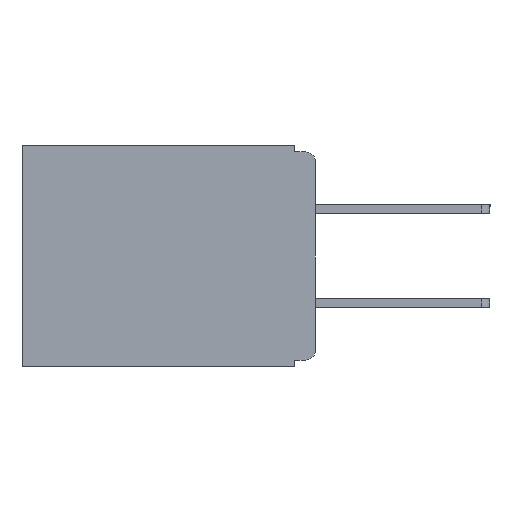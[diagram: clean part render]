
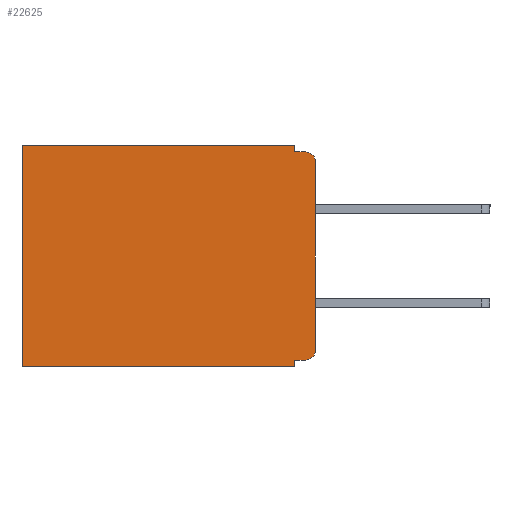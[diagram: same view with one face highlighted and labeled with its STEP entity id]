
A CAD part, left-side view. The second image highlights one B-rep face of the part: STEP entity #22625.
In plain terms, the highlighted planar face has unit normal (-1, 0, 0).
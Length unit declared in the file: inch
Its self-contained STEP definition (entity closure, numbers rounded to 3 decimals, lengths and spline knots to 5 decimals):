
#126 = AXIS2_PLACEMENT_3D ( 'NONE', #6523, #6552, #5340 ) ;
#213 = CARTESIAN_POINT ( 'NONE',  ( 0.3, 0.437, -0.33 ) ) ;
#251 = VECTOR ( 'NONE', #12481, 39.37008 ) ;
#974 = CARTESIAN_POINT ( 'NONE',  ( 0.3, 0.015, -0.01 ) ) ;
#1344 = EDGE_CURVE ( 'NONE', #7920, #15420, #25949, .T. ) ;
#1492 = CARTESIAN_POINT ( 'NONE',  ( 0.3, 0.031, -0.32 ) ) ;
#1892 = EDGE_CURVE ( 'NONE', #16569, #15420, #12526, .T. ) ;
#2367 = EDGE_CURVE ( 'NONE', #4886, #8485, #17546, .T. ) ;
#3033 = CARTESIAN_POINT ( 'NONE',  ( 0.3, 0., -0.33 ) ) ;
#3083 = DIRECTION ( 'NONE',  ( 0., 1., 0. ) ) ;
#3186 = VERTEX_POINT ( 'NONE', #27362 ) ;
#3221 = VERTEX_POINT ( 'NONE', #16054 ) ;
#3281 = DIRECTION ( 'NONE',  ( 0., 1., 0. ) ) ;
#3842 = VERTEX_POINT ( 'NONE', #974 ) ;
#4249 = DIRECTION ( 'NONE',  ( 0., 0., -1. ) ) ;
#4392 = VERTEX_POINT ( 'NONE', #23118 ) ;
#4424 = LINE ( 'NONE', #15448, #20310 ) ;
#4486 = DIRECTION ( 'NONE',  ( -1., 0., 0. ) ) ;
#4575 = CARTESIAN_POINT ( 'NONE',  ( 0.3, 0.015, -0.305 ) ) ;
#4635 = AXIS2_PLACEMENT_3D ( 'NONE', #12855, #17183, #4249 ) ;
#4786 = EDGE_CURVE ( 'NONE', #7920, #3842, #12515, .T. ) ;
#4886 = VERTEX_POINT ( 'NONE', #1492 ) ;
#5005 = DIRECTION ( 'NONE',  ( 0., 0., -1. ) ) ;
#5247 = CARTESIAN_POINT ( 'NONE',  ( 0.3, 0.031, 0. ) ) ;
#5335 = CARTESIAN_POINT ( 'NONE',  ( 0.3, 0., 0. ) ) ;
#5340 = DIRECTION ( 'NONE',  ( 0., 0., -1. ) ) ;
#5993 = ORIENTED_EDGE ( 'NONE', *, *, #1892, .T. ) ;
#6269 = ORIENTED_EDGE ( 'NONE', *, *, #9880, .T. ) ;
#6523 = CARTESIAN_POINT ( 'NONE',  ( 0.3, 0.015, -0.025 ) ) ;
#6552 = DIRECTION ( 'NONE',  ( -1., 0., 0. ) ) ;
#7103 = CARTESIAN_POINT ( 'NONE',  ( 0.3, 0.031, -0.33 ) ) ;
#7186 = CARTESIAN_POINT ( 'NONE',  ( 0.3, 0.015, -0.32 ) ) ;
#7830 = VECTOR ( 'NONE', #21834, 39.37008 ) ;
#7920 = VERTEX_POINT ( 'NONE', #13965 ) ;
#7947 = EDGE_CURVE ( 'NONE', #8485, #22745, #10971, .T. ) ;
#8110 = VECTOR ( 'NONE', #22510, 39.37008 ) ;
#8440 = EDGE_LOOP ( 'NONE', ( #21168, #22498, #11721, #18130, #14412, #6269, #23830, #20165, #11095, #5993 ) ) ;
#8485 = VERTEX_POINT ( 'NONE', #7103 ) ;
#8789 = VECTOR ( 'NONE', #5005, 39.37008 ) ;
#9880 = EDGE_CURVE ( 'NONE', #3186, #22745, #25002, .T. ) ;
#10386 = VECTOR ( 'NONE', #3083, 39.37008 ) ;
#10596 = EDGE_CURVE ( 'NONE', #16569, #4886, #4424, .T. ) ;
#10971 = LINE ( 'NONE', #16209, #16001 ) ;
#11095 = ORIENTED_EDGE ( 'NONE', *, *, #10596, .F. ) ;
#11381 = EDGE_CURVE ( 'NONE', #3221, #3186, #16107, .T. ) ;
#11382 = CARTESIAN_POINT ( 'NONE',  ( 0.3, 0., -0.01 ) ) ;
#11586 = CARTESIAN_POINT ( 'NONE',  ( 0.3, 0.031, -0.33 ) ) ;
#11721 = ORIENTED_EDGE ( 'NONE', *, *, #19251, .F. ) ;
#12481 = DIRECTION ( 'NONE',  ( 0., 0., -1. ) ) ;
#12515 = CIRCLE ( 'NONE', #126, 0.015 ) ;
#12526 = CIRCLE ( 'NONE', #20598, 0.015 ) ;
#12855 = CARTESIAN_POINT ( 'NONE',  ( 0.3, 0., -0.33 ) ) ;
#13965 = CARTESIAN_POINT ( 'NONE',  ( 0.3, 0., -0.025 ) ) ;
#14364 = LINE ( 'NONE', #11382, #20093 ) ;
#14412 = ORIENTED_EDGE ( 'NONE', *, *, #11381, .T. ) ;
#14993 = PLANE ( 'NONE',  #4635 ) ;
#15193 = LINE ( 'NONE', #5247, #8110 ) ;
#15420 = VERTEX_POINT ( 'NONE', #27171 ) ;
#15448 = CARTESIAN_POINT ( 'NONE',  ( 0.3, 0., -0.32 ) ) ;
#16001 = VECTOR ( 'NONE', #3281, 39.37008 ) ;
#16054 = CARTESIAN_POINT ( 'NONE',  ( 0.3, 0.031, 0. ) ) ;
#16107 = LINE ( 'NONE', #5335, #10386 ) ;
#16209 = CARTESIAN_POINT ( 'NONE',  ( 0.3, 0., -0.33 ) ) ;
#16569 = VERTEX_POINT ( 'NONE', #7186 ) ;
#17183 = DIRECTION ( 'NONE',  ( 1., 0., 0. ) ) ;
#17243 = FACE_OUTER_BOUND ( 'NONE', #8440, .T. ) ;
#17546 = LINE ( 'NONE', #11586, #251 ) ;
#17659 = DIRECTION ( 'NONE',  ( 0., 1., 0. ) ) ;
#18130 = ORIENTED_EDGE ( 'NONE', *, *, #21646, .F. ) ;
#19251 = EDGE_CURVE ( 'NONE', #4392, #3842, #14364, .T. ) ;
#19657 = CARTESIAN_POINT ( 'NONE',  ( 0.3, 0.437, -0.33 ) ) ;
#20093 = VECTOR ( 'NONE', #22219, 39.37008 ) ;
#20165 = ORIENTED_EDGE ( 'NONE', *, *, #2367, .F. ) ;
#20310 = VECTOR ( 'NONE', #17659, 39.37008 ) ;
#20598 = AXIS2_PLACEMENT_3D ( 'NONE', #4575, #4486, #24146 ) ;
#21168 = ORIENTED_EDGE ( 'NONE', *, *, #1344, .F. ) ;
#21646 = EDGE_CURVE ( 'NONE', #3221, #4392, #15193, .T. ) ;
#21834 = DIRECTION ( 'NONE',  ( 0., 0., -1. ) ) ;
#22219 = DIRECTION ( 'NONE',  ( 0., -1., 0. ) ) ;
#22498 = ORIENTED_EDGE ( 'NONE', *, *, #4786, .T. ) ;
#22510 = DIRECTION ( 'NONE',  ( 0., 0., -1. ) ) ;
#22625 = ADVANCED_FACE ( 'NONE', ( #17243 ), #14993, .F. ) ;
#22745 = VERTEX_POINT ( 'NONE', #213 ) ;
#23118 = CARTESIAN_POINT ( 'NONE',  ( 0.3, 0.031, -0.01 ) ) ;
#23830 = ORIENTED_EDGE ( 'NONE', *, *, #7947, .F. ) ;
#24146 = DIRECTION ( 'NONE',  ( 0., 0., -1. ) ) ;
#25002 = LINE ( 'NONE', #19657, #7830 ) ;
#25949 = LINE ( 'NONE', #3033, #8789 ) ;
#27171 = CARTESIAN_POINT ( 'NONE',  ( 0.3, 0., -0.305 ) ) ;
#27362 = CARTESIAN_POINT ( 'NONE',  ( 0.3, 0.437, 0. ) ) ;
